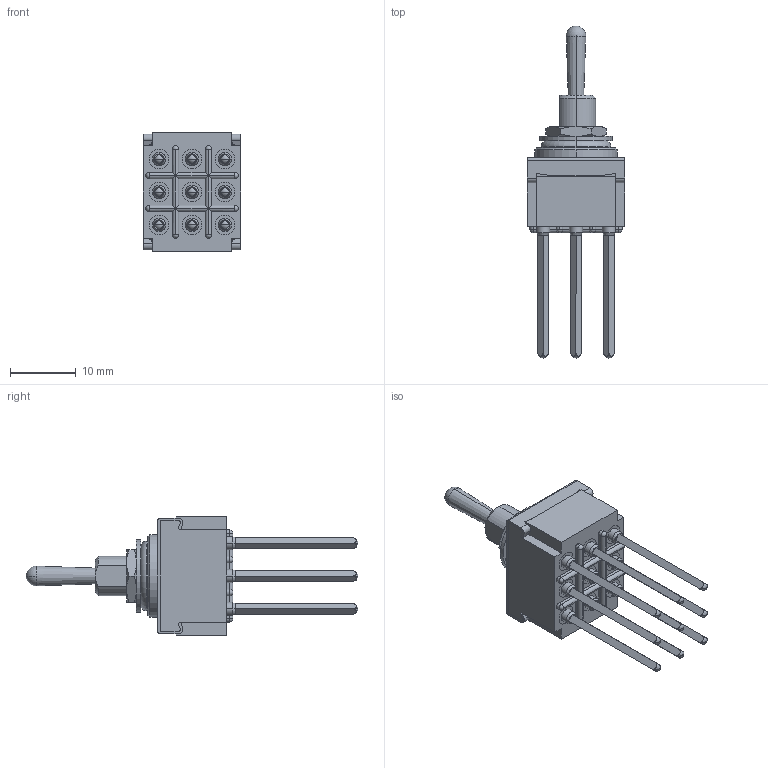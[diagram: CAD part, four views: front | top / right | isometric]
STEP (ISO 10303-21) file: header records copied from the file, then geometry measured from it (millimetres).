
FILE_DESCRIPTION (( 'STEP AP203' ), '1' );
FILE_NAME ('F3WE04.STEP', '2020-03-12T05:14:35', ( '' ), ( '' ), 'SwSTEP 2.0', 'SolidWorks 2018', '' );
FILE_SCHEMA (( 'CONFIG_CONTROL_DESIGN' ));
Length unit declared in the file: millimetre
Products named in the file (9): ケース3極 (Fシリーズ); F3WE04; 6061 0076 20(パッキン Fシリーズ); 端子 4 (Fシリーズ); 9801 0342 20(ナット)model; 壓慻 3嬌 4抂巕 (F僔儕乕僘); 僼儗乕儉3嬌 (F僔儕乕僘); 上組 スリーブ組 防水トグル (Fシリーズ); 9803 0344 20(L儚僢僔儍乕)model
Assembly tree (16 placements, depth 3):
  F3WE04
    上組 スリーブ組 防水トグル (Fシリーズ)
    9803 0344 20(L儚僢僔儍乕)model
    9801 0342 20(ナット)model
    壓慻 3嬌 4抂巕 (F僔儕乕僘)
      ケース3極 (Fシリーズ)
      端子 4 (Fシリーズ)  x9
      僼儗乕儉3嬌 (F僔儕乕僘)
    6061 0076 20(パッキン Fシリーズ)
Bounding box: 14.8 x 50.4 x 18 mm (x, y, z)
Volume: 3486.2 mm3; surface area: 4021.2 mm2
Topology: 15 solids, 21 shells, 484 faces, 1082 edges, 634 vertices
Faces by surface type: plane 234, cylinder 152, cone 39, sphere 30, torus 29
Entity records: 11018 total; most frequent: CARTESIAN_POINT 1926, DIRECTION 1753, ORIENTED_EDGE 1590, EDGE_CURVE 795, AXIS2_PLACEMENT_3D 656, VERTEX_POINT 495, LINE 441, VECTOR 441
